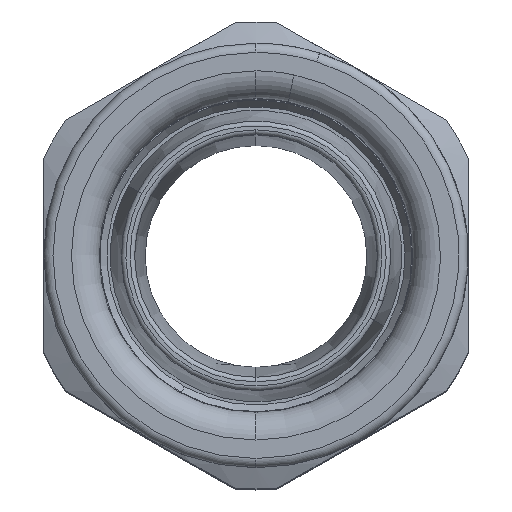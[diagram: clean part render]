
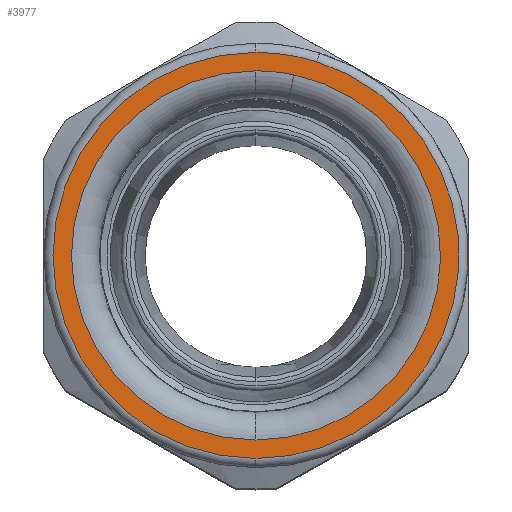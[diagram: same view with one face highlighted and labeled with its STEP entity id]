
A CAD part, top view. The second image highlights one B-rep face of the part: STEP entity #3977.
In plain terms, the highlighted planar face has unit normal (0, 0, 1).
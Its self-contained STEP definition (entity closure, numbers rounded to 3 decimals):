
#3842=AXIS2_PLACEMENT_3D('Circle Axis2P3D',#3840,#3841,$) ;
#3859=AXIS2_PLACEMENT_3D('Circle Axis2P3D',#3857,#3858,$) ;
#3883=AXIS2_PLACEMENT_3D('Circle Axis2P3D',#3881,#3882,$) ;
#3944=AXIS2_PLACEMENT_3D('Plane Axis2P3D',#3941,#3942,#3943) ;
#3953=AXIS2_PLACEMENT_3D('Circle Axis2P3D',#3951,#3952,$) ;
#3962=AXIS2_PLACEMENT_3D('Circle Axis2P3D',#3960,#3961,$) ;
#3969=AXIS2_PLACEMENT_3D('Circle Axis2P3D',#3967,#3968,$) ;
#3830=CARTESIAN_POINT('Vertex',(29.594,46.288,91.9)) ;
#3837=CARTESIAN_POINT('Vertex',(23.,47.3,91.9)) ;
#3840=CARTESIAN_POINT('Axis2P3D Location',(23.,25.3,91.9)) ;
#3857=CARTESIAN_POINT('Axis2P3D Location',(23.,25.3,91.9)) ;
#3861=CARTESIAN_POINT('Vertex',(23.,3.3,91.9)) ;
#3881=CARTESIAN_POINT('Axis2P3D Location',(23.,25.3,91.9)) ;
#3941=CARTESIAN_POINT('Axis2P3D Location',(23.,25.3,91.9)) ;
#3951=CARTESIAN_POINT('Axis2P3D Location',(23.,25.3,91.9)) ;
#3955=CARTESIAN_POINT('Vertex',(27.112,44.873,91.9)) ;
#3957=CARTESIAN_POINT('Vertex',(23.,45.3,91.9)) ;
#3960=CARTESIAN_POINT('Axis2P3D Location',(23.,25.3,91.9)) ;
#3964=CARTESIAN_POINT('Vertex',(23.,5.3,91.9)) ;
#3967=CARTESIAN_POINT('Axis2P3D Location',(23.,25.3,91.9)) ;
#3841=DIRECTION('Axis2P3D Direction',(0.,0.,1.)) ;
#3858=DIRECTION('Axis2P3D Direction',(0.,0.,1.)) ;
#3882=DIRECTION('Axis2P3D Direction',(0.,0.,1.)) ;
#3942=DIRECTION('Axis2P3D Direction',(0.,0.,1.)) ;
#3943=DIRECTION('Axis2P3D XDirection',(0.,1.,0.)) ;
#3952=DIRECTION('Axis2P3D Direction',(0.,0.,1.)) ;
#3961=DIRECTION('Axis2P3D Direction',(0.,0.,1.)) ;
#3968=DIRECTION('Axis2P3D Direction',(0.,0.,1.)) ;
#3947=ORIENTED_EDGE('',*,*,#3863,.T.) ;
#3948=ORIENTED_EDGE('',*,*,#3844,.T.) ;
#3949=ORIENTED_EDGE('',*,*,#3885,.T.) ;
#3973=ORIENTED_EDGE('',*,*,#3959,.F.) ;
#3974=ORIENTED_EDGE('',*,*,#3966,.F.) ;
#3975=ORIENTED_EDGE('',*,*,#3971,.F.) ;
#3976=FACE_BOUND('',#3972,.T.) ;
#3977=ADVANCED_FACE('PartBody',(#3950,#3976),#3945,.T.) ;
#3843=CIRCLE('generated circle',#3842,22.) ;
#3860=CIRCLE('generated circle',#3859,22.) ;
#3884=CIRCLE('generated circle',#3883,22.) ;
#3954=CIRCLE('generated circle',#3953,20.) ;
#3963=CIRCLE('generated circle',#3962,20.) ;
#3970=CIRCLE('generated circle',#3969,20.) ;
#3844=EDGE_CURVE('',#3831,#3838,#3843,.T.) ;
#3863=EDGE_CURVE('',#3862,#3831,#3860,.T.) ;
#3885=EDGE_CURVE('',#3838,#3862,#3884,.T.) ;
#3959=EDGE_CURVE('',#3956,#3958,#3954,.T.) ;
#3966=EDGE_CURVE('',#3965,#3956,#3963,.T.) ;
#3971=EDGE_CURVE('',#3958,#3965,#3970,.T.) ;
#3946=EDGE_LOOP('',(#3947,#3948,#3949)) ;
#3972=EDGE_LOOP('',(#3973,#3974,#3975)) ;
#3950=FACE_OUTER_BOUND('',#3946,.T.) ;
#3945=PLANE('',#3944) ;
#3831=VERTEX_POINT('',#3830) ;
#3838=VERTEX_POINT('',#3837) ;
#3862=VERTEX_POINT('',#3861) ;
#3956=VERTEX_POINT('',#3955) ;
#3958=VERTEX_POINT('',#3957) ;
#3965=VERTEX_POINT('',#3964) ;
